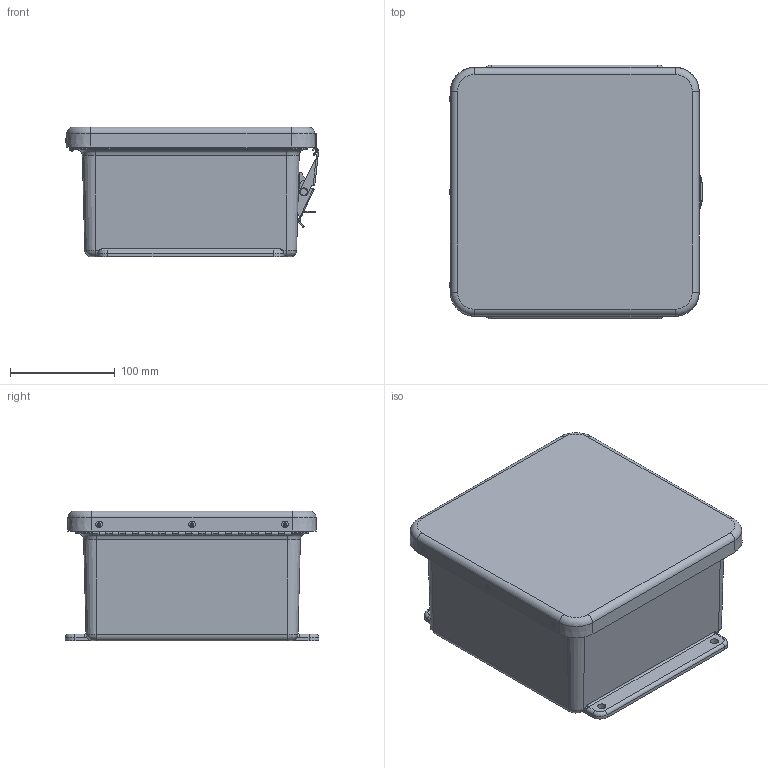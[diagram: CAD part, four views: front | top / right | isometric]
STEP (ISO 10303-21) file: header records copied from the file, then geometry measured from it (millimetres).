
FILE_DESCRIPTION(/* description */ (''),/* implementation_level */ '2;1');
FILE_NAME(/* name */ 'HW-J80804CHQR.stp',/* time_stamp */ '2014-03-26T09:44:25-05:00',/* author */ ('jtigges'),/* organization */ (''),/* preprocessor_version */ 'ST-DEVELOPER v15.2',/* originating_system */ 'Autodesk Inventor 2014',/* authorisation */ '');
FILE_SCHEMA (('AUTOMOTIVE_DESIGN { 1 0 10303 214 3 1 1 }'));
Length unit declared in the file: inch
Products named in the file (24): J808HL_2; RMINS45821P_17; RMINS45821P_18; RMINS45821P_19; RMINS45821P_20; J808BHL; RMHINGCOV7; RMHINGPIN7; RMHINGBOX7; RMHING7; J808HLCVR; GASKET_808; WP808HLU; RMRIV43; Anchor Plate; Locking Layer; Hook blade; Hinge Pin_Lower; Hinge Pin_Upper; RMRIV44; RMLATPLSSL; RMKEEPSSL; J808HPL_STP
Bounding box: 242.13 x 242.86 x 124.16 mm (x, y, z)
Volume: 848593 mm3; surface area: 484627.9 mm2
Topology: 26 solids, 26 shells, 779 faces, 1915 edges, 1218 vertices
Faces by surface type: cylinder 313, plane 293, torus 68, bspline 56, cone 41, sphere 8
Full cylindrical faces by diameter (mm): 2.159 x31, 2.64 x4, 3.048 x1, 3.175 x10, 3.302 x2, 3.327 x6, 3.429 x9, 3.556 x12, 3.861 x8, 3.962 x7, 4.306 x2, 5.537 x4, 6.35 x6, 6.858 x4, 7.62 x2, 9.525 x1
Entity records: 25014 total; most frequent: CARTESIAN_POINT 6930, DIRECTION 3889, ORIENTED_EDGE 3400, EDGE_CURVE 1700, AXIS2_PLACEMENT_3D 1521, VERTEX_POINT 1133, EDGE_LOOP 995, LINE 847
